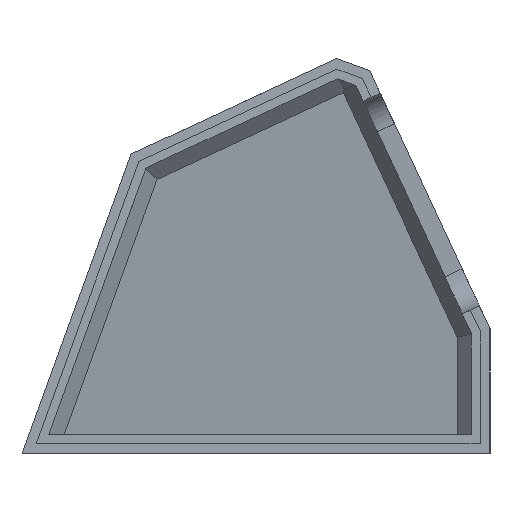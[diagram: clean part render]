
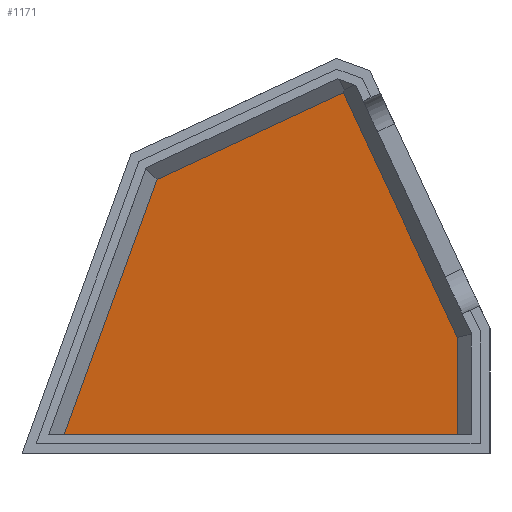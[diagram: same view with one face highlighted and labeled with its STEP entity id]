
A CAD part, left-side view. The second image highlights one B-rep face of the part: STEP entity #1171.
In plain terms, the highlighted planar face has unit normal (-0.995, 0, -0.104).
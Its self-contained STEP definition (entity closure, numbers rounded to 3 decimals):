
#956 = VERTEX_POINT('',#957);
#957 = CARTESIAN_POINT('',(29.168,5.243,3.));
#963 = EDGE_CURVE('',#964,#956,#966,.T.);
#964 = VERTEX_POINT('',#965);
#965 = CARTESIAN_POINT('',(29.168,68.252,3.));
#966 = LINE('',#967,#968);
#967 = CARTESIAN_POINT('',(29.168,36.271,3.));
#968 = VECTOR('',#969,1.);
#969 = DIRECTION('',(0.,-1.,0.));
#1120 = VERTEX_POINT('',#1121);
#1121 = CARTESIAN_POINT('',(23.405,23.525,
    57.834));
#1127 = EDGE_CURVE('',#1128,#1120,#1130,.T.);
#1128 = VERTEX_POINT('',#1129);
#1129 = CARTESIAN_POINT('',(27.526,5.243,
    18.628));
#1130 = LINE('',#1131,#1132);
#1131 = CARTESIAN_POINT('',(26.748,8.695,
    26.03));
#1132 = VECTOR('',#1133,1.);
#1133 = DIRECTION('',(-0.095,0.421,0.902)
  );
#1153 = EDGE_CURVE('',#964,#1154,#1156,.T.);
#1154 = VERTEX_POINT('',#1155);
#1155 = CARTESIAN_POINT('',(24.867,53.357,
    43.923));
#1156 = LINE('',#1157,#1158);
#1157 = CARTESIAN_POINT('',(25.378,55.126,
    39.064));
#1158 = VECTOR('',#1159,1.);
#1159 = DIRECTION('',(-0.098,-0.34,0.935
    ));
#1171 = ADVANCED_FACE('',(#1172),#1189,.F.);
#1172 = FACE_BOUND('',#1173,.F.);
#1173 = EDGE_LOOP('',(#1174,#1180,#1181,#1182,#1188));
#1174 = ORIENTED_EDGE('',*,*,#1175,.F.);
#1175 = EDGE_CURVE('',#956,#1128,#1176,.T.);
#1176 = LINE('',#1177,#1178);
#1177 = CARTESIAN_POINT('',(28.229,5.243,
    11.931));
#1178 = VECTOR('',#1179,1.);
#1179 = DIRECTION('',(-0.105,0.,0.995));
#1180 = ORIENTED_EDGE('',*,*,#963,.F.);
#1181 = ORIENTED_EDGE('',*,*,#1153,.T.);
#1182 = ORIENTED_EDGE('',*,*,#1183,.F.);
#1183 = EDGE_CURVE('',#1120,#1154,#1184,.T.);
#1184 = LINE('',#1185,#1186);
#1185 = CARTESIAN_POINT('',(23.842,32.434,
    53.679));
#1186 = VECTOR('',#1187,1.);
#1187 = DIRECTION('',(0.044,0.905,-0.422)
  );
#1188 = ORIENTED_EDGE('',*,*,#1127,.F.);
#1189 = PLANE('',#1190);
#1190 = AXIS2_PLACEMENT_3D('',#1191,#1192,#1193);
#1191 = CARTESIAN_POINT('',(26.942,35.163,
    24.176));
#1192 = DIRECTION('',(0.995,0.,0.105));
#1193 = DIRECTION('',(-0.105,0.,0.995));
